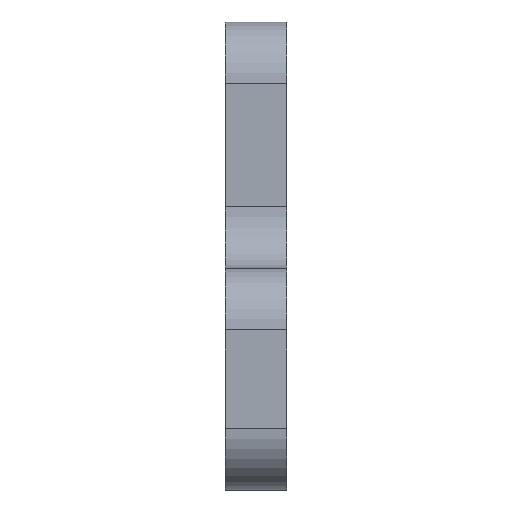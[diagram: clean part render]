
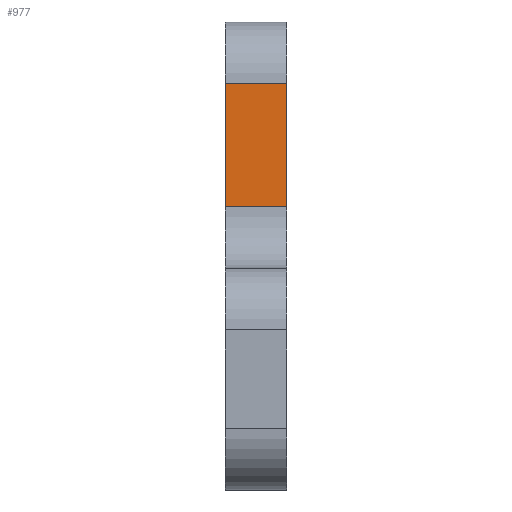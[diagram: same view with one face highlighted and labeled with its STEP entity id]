
A CAD part, left-side view. The second image highlights one B-rep face of the part: STEP entity #977.
In plain terms, the highlighted planar face has unit normal (-1, 0, 0).
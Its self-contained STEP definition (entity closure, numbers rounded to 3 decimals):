
#40 = ORIENTED_EDGE ( 'NONE', *, *, #1102, .T. ) ;
#112 = VECTOR ( 'NONE', #473, 1000. ) ;
#133 = EDGE_CURVE ( 'NONE', #250, #927, #665, .T. ) ;
#163 = EDGE_LOOP ( 'NONE', ( #40, #1076, #810, #212 ) ) ;
#179 = DIRECTION ( 'NONE',  ( 0., 0., -1. ) ) ;
#212 = ORIENTED_EDGE ( 'NONE', *, *, #1133, .T. ) ;
#236 = CARTESIAN_POINT ( 'NONE',  ( -20., 0., -15. ) ) ;
#250 = VERTEX_POINT ( 'NONE', #541 ) ;
#271 = LINE ( 'NONE', #460, #1053 ) ;
#363 = LINE ( 'NONE', #769, #1022 ) ;
#371 = CARTESIAN_POINT ( 'NONE',  ( -20., 5., -5. ) ) ;
#390 = CARTESIAN_POINT ( 'NONE',  ( -20., 5., -5. ) ) ;
#460 = CARTESIAN_POINT ( 'NONE',  ( -20., 5., 0. ) ) ;
#473 = DIRECTION ( 'NONE',  ( 0., 1., 0. ) ) ;
#500 = DIRECTION ( 'NONE',  ( 0., 0., 1. ) ) ;
#524 = EDGE_CURVE ( 'NONE', #909, #927, #363, .T. ) ;
#541 = CARTESIAN_POINT ( 'NONE',  ( -20., 0., -5. ) ) ;
#588 = LINE ( 'NONE', #390, #112 ) ;
#602 = PLANE ( 'NONE',  #714 ) ;
#665 = LINE ( 'NONE', #936, #1147 ) ;
#714 = AXIS2_PLACEMENT_3D ( 'NONE', #890, #980, #500 ) ;
#769 = CARTESIAN_POINT ( 'NONE',  ( -20., 0., -15. ) ) ;
#777 = CARTESIAN_POINT ( 'NONE',  ( -20., 5., -15. ) ) ;
#810 = ORIENTED_EDGE ( 'NONE', *, *, #133, .F. ) ;
#890 = CARTESIAN_POINT ( 'NONE',  ( -20., 5., 0. ) ) ;
#909 = VERTEX_POINT ( 'NONE', #777 ) ;
#927 = VERTEX_POINT ( 'NONE', #236 ) ;
#936 = CARTESIAN_POINT ( 'NONE',  ( -20., 0., 0. ) ) ;
#938 = DIRECTION ( 'NONE',  ( 0., 0., -1. ) ) ;
#943 = DIRECTION ( 'NONE',  ( 0., -1., 0. ) ) ;
#977 = ADVANCED_FACE ( 'NONE', ( #1160 ), #602, .T. ) ;
#980 = DIRECTION ( 'NONE',  ( -1., 0., 0. ) ) ;
#1017 = VERTEX_POINT ( 'NONE', #371 ) ;
#1022 = VECTOR ( 'NONE', #943, 1000. ) ;
#1053 = VECTOR ( 'NONE', #938, 1000. ) ;
#1076 = ORIENTED_EDGE ( 'NONE', *, *, #524, .T. ) ;
#1102 = EDGE_CURVE ( 'NONE', #1017, #909, #271, .T. ) ;
#1133 = EDGE_CURVE ( 'NONE', #250, #1017, #588, .T. ) ;
#1147 = VECTOR ( 'NONE', #179, 1000. ) ;
#1160 = FACE_OUTER_BOUND ( 'NONE', #163, .T. ) ;
